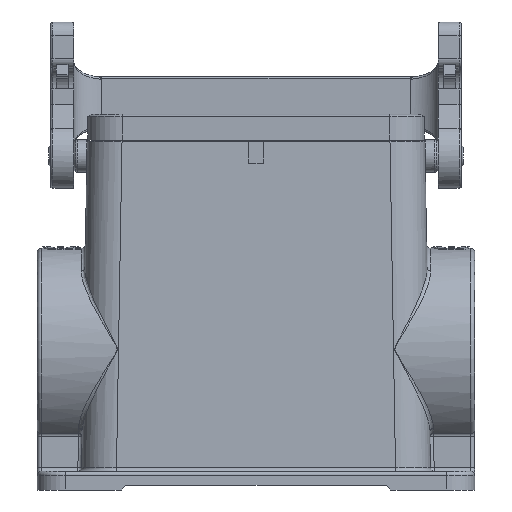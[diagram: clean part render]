
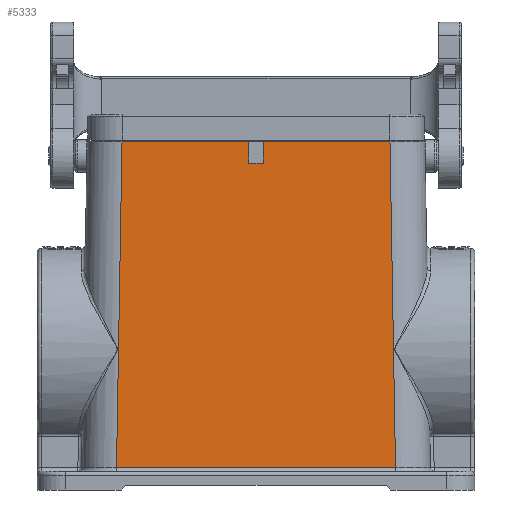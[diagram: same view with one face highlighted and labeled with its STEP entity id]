
A CAD part, front view. The second image highlights one B-rep face of the part: STEP entity #5333.
In plain terms, the highlighted planar face has unit normal (0, -1, 0.011).
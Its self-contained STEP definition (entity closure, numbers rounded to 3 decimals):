
#5333=ADVANCED_FACE('',(#6561),#6003,.T.);
#6003=PLANE('',#22377);
#6561=FACE_OUTER_BOUND('',#7400,.T.);
#7400=EDGE_LOOP('',(#10430,#10431,#10432,#10433,#10434,#10435,#10436,#10437));
#10430=ORIENTED_EDGE('',*,*,#14613,.T.);
#10431=ORIENTED_EDGE('',*,*,#14664,.T.);
#10432=ORIENTED_EDGE('',*,*,#14606,.T.);
#10433=ORIENTED_EDGE('',*,*,#14553,.T.);
#10434=ORIENTED_EDGE('',*,*,#14665,.F.);
#10435=ORIENTED_EDGE('',*,*,#14666,.T.);
#10436=ORIENTED_EDGE('',*,*,#14667,.F.);
#10437=ORIENTED_EDGE('',*,*,#14559,.T.);
#12788=VERTEX_POINT('',#34807);
#12790=VERTEX_POINT('',#34811);
#12791=VERTEX_POINT('',#34813);
#12794=VERTEX_POINT('',#34821);
#12841=VERTEX_POINT('',#34923);
#12843=VERTEX_POINT('',#34991);
#12884=VERTEX_POINT('',#35151);
#12885=VERTEX_POINT('',#35153);
#14553=EDGE_CURVE('',#12791,#12790,#18165,.T.);
#14559=EDGE_CURVE('',#12788,#12794,#18167,.T.);
#14606=EDGE_CURVE('',#12841,#12791,#18196,.T.);
#14613=EDGE_CURVE('',#12794,#12843,#18198,.T.);
#14664=EDGE_CURVE('',#12843,#12841,#18230,.T.);
#14665=EDGE_CURVE('',#12884,#12790,#18231,.T.);
#14666=EDGE_CURVE('',#12884,#12885,#18232,.T.);
#14667=EDGE_CURVE('',#12788,#12885,#18233,.T.);
#18165=LINE('',#34812,#19459);
#18167=LINE('',#34822,#19461);
#18196=LINE('',#34922,#19490);
#18198=LINE('',#34992,#19492);
#18230=LINE('',#35149,#19524);
#18231=LINE('',#35150,#19525);
#18232=LINE('',#35152,#19526);
#18233=LINE('',#35154,#19527);
#19459=VECTOR('',#25510,1.);
#19461=VECTOR('',#25520,1.);
#19490=VECTOR('',#25599,1.);
#19492=VECTOR('',#25611,1.);
#19524=VECTOR('',#25693,1.);
#19525=VECTOR('',#25694,1.);
#19526=VECTOR('',#25695,1.);
#19527=VECTOR('',#25696,1.);
#22377=AXIS2_PLACEMENT_3D('',#35155,#25697,#25698);
#25510=DIRECTION('',(-1.,0.,0.));
#25520=DIRECTION('',(-1.,0.,0.));
#25599=DIRECTION('',(-0.017,0.011,1.));
#25611=DIRECTION('',(-0.017,-0.011,-1.));
#25693=DIRECTION('',(1.,0.,0.));
#25694=DIRECTION('',(0.,0.011,1.));
#25695=DIRECTION('',(-1.,0.,0.));
#25696=DIRECTION('',(0.,-0.011,-1.));
#25697=DIRECTION('',(0.,-1.,0.011));
#25698=DIRECTION('',(0.,-0.011,-1.));
#34807=CARTESIAN_POINT('',(-1.6,-21.5,5.7));
#34811=CARTESIAN_POINT('',(1.6,-21.5,5.7));
#34812=CARTESIAN_POINT('',(57.,-21.5,5.7));
#34813=CARTESIAN_POINT('',(28.8,-21.5,5.7));
#34821=CARTESIAN_POINT('',(-28.8,-21.5,5.7));
#34822=CARTESIAN_POINT('',(57.,-21.5,5.7));
#34922=CARTESIAN_POINT('',(30.008,-22.305,-65.706));
#34923=CARTESIAN_POINT('',(29.987,-22.291,-64.459));
#34991=CARTESIAN_POINT('',(-29.987,-22.291,-64.459));
#34992=CARTESIAN_POINT('',(-29.975,-22.283,-63.779));
#35149=CARTESIAN_POINT('',(30.,-22.291,-64.459));
#35150=CARTESIAN_POINT('',(1.6,-22.3,-65.25));
#35151=CARTESIAN_POINT('',(1.6,-21.553,1.));
#35152=CARTESIAN_POINT('',(57.,-21.553,1.));
#35153=CARTESIAN_POINT('',(-1.6,-21.553,1.));
#35154=CARTESIAN_POINT('',(-1.6,-22.3,-65.25));
#35155=CARTESIAN_POINT('',(57.,-22.3,-65.25));
